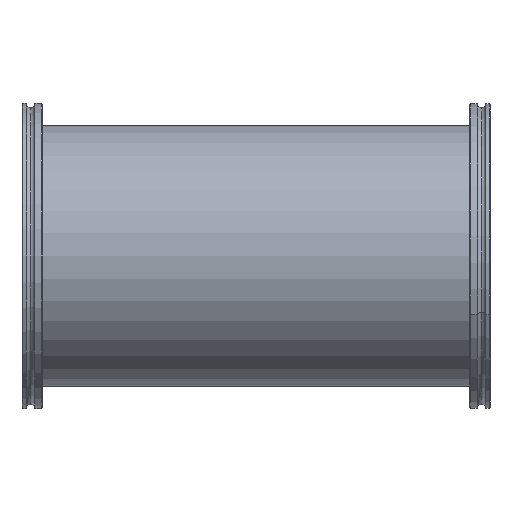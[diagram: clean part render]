
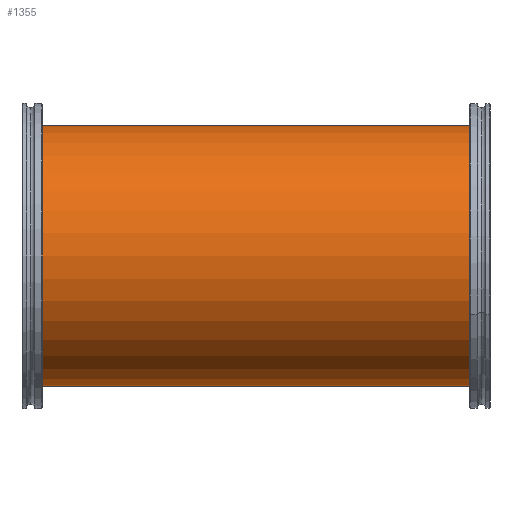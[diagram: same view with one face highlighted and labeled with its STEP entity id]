
A CAD part, front view. The second image highlights one B-rep face of the part: STEP entity #1355.
In plain terms, the highlighted cylindrical face has radius 77 mm (diameter 154 mm), a partial arc.
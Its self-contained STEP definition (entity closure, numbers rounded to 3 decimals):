
#105 = FACE_OUTER_BOUND ( 'NONE', #1285, .T. ) ;
#113 = DIRECTION ( 'NONE',  ( 0., 0., -1. ) ) ;
#129 = CIRCLE ( 'NONE', #2506, 77. ) ;
#185 = DIRECTION ( 'NONE',  ( 1., 0., 0. ) ) ;
#233 = ORIENTED_EDGE ( 'NONE', *, *, #1112, .T. ) ;
#314 = CIRCLE ( 'NONE', #2043, 77. ) ;
#324 = ORIENTED_EDGE ( 'NONE', *, *, #2475, .T. ) ;
#400 = LINE ( 'NONE', #745, #1870 ) ;
#466 = AXIS2_PLACEMENT_3D ( 'NONE', #2439, #892, #113 ) ;
#626 = DIRECTION ( 'NONE',  ( 1., 0., 0. ) ) ;
#687 = CARTESIAN_POINT ( 'NONE',  ( -131.5, 0., 77. ) ) ;
#743 = CARTESIAN_POINT ( 'NONE',  ( -131.5, 0., -77. ) ) ;
#745 = CARTESIAN_POINT ( 'NONE',  ( -131.5, 0., -77. ) ) ;
#785 = CARTESIAN_POINT ( 'NONE',  ( 131.5, 0., 77. ) ) ;
#789 = VERTEX_POINT ( 'NONE', #687 ) ;
#867 = CARTESIAN_POINT ( 'NONE',  ( 131.5, 0., 0. ) ) ;
#892 = DIRECTION ( 'NONE',  ( 1., 0., 0. ) ) ;
#983 = VERTEX_POINT ( 'NONE', #743 ) ;
#1005 = CYLINDRICAL_SURFACE ( 'NONE', #466, 77. ) ;
#1053 = DIRECTION ( 'NONE',  ( 0., 0., -1. ) ) ;
#1112 = EDGE_CURVE ( 'NONE', #789, #983, #129, .T. ) ;
#1222 = LINE ( 'NONE', #1514, #1737 ) ;
#1285 = EDGE_LOOP ( 'NONE', ( #2234, #233, #324, #1932 ) ) ;
#1355 = ADVANCED_FACE ( 'NONE', ( #105 ), #1005, .T. ) ;
#1514 = CARTESIAN_POINT ( 'NONE',  ( -131.5, 0., 77. ) ) ;
#1737 = VECTOR ( 'NONE', #185, 1000. ) ;
#1766 = EDGE_CURVE ( 'NONE', #789, #1844, #1222, .T. ) ;
#1767 = CARTESIAN_POINT ( 'NONE',  ( -131.5, 0., 0. ) ) ;
#1844 = VERTEX_POINT ( 'NONE', #785 ) ;
#1870 = VECTOR ( 'NONE', #2083, 1000. ) ;
#1899 = CARTESIAN_POINT ( 'NONE',  ( 131.5, 0., -77. ) ) ;
#1926 = VERTEX_POINT ( 'NONE', #1899 ) ;
#1932 = ORIENTED_EDGE ( 'NONE', *, *, #2009, .F. ) ;
#1966 = DIRECTION ( 'NONE',  ( 0., 0., -1. ) ) ;
#2009 = EDGE_CURVE ( 'NONE', #1844, #1926, #314, .T. ) ;
#2043 = AXIS2_PLACEMENT_3D ( 'NONE', #867, #2206, #1053 ) ;
#2083 = DIRECTION ( 'NONE',  ( 1., 0., 0. ) ) ;
#2206 = DIRECTION ( 'NONE',  ( 1., 0., 0. ) ) ;
#2234 = ORIENTED_EDGE ( 'NONE', *, *, #1766, .F. ) ;
#2439 = CARTESIAN_POINT ( 'NONE',  ( -131.5, 0., 0. ) ) ;
#2475 = EDGE_CURVE ( 'NONE', #983, #1926, #400, .T. ) ;
#2506 = AXIS2_PLACEMENT_3D ( 'NONE', #1767, #626, #1966 ) ;
